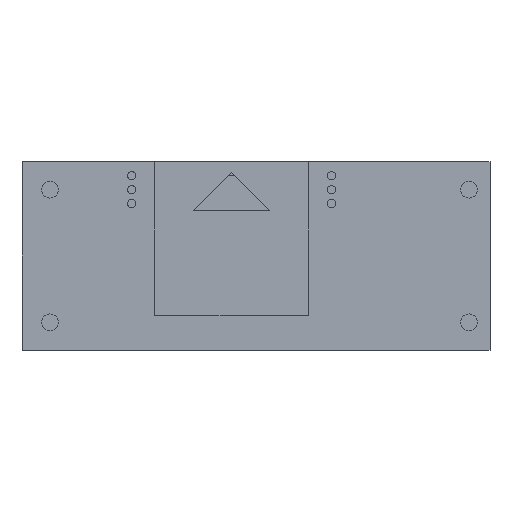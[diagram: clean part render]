
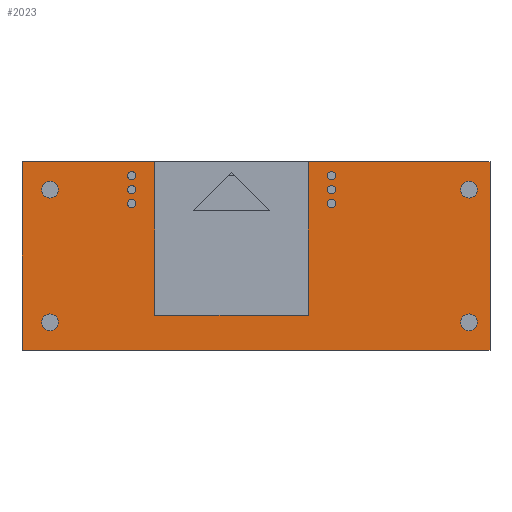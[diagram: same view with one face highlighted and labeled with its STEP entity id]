
A CAD part, front view. The second image highlights one B-rep face of the part: STEP entity #2023.
In plain terms, the highlighted planar face has unit normal (0, -1, 0).
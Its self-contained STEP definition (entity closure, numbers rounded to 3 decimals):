
#127 = VERTEX_POINT('',#128);
#128 = CARTESIAN_POINT('',(-30.,0.,0.));
#134 = EDGE_CURVE('',#135,#127,#137,.T.);
#135 = VERTEX_POINT('',#136);
#136 = CARTESIAN_POINT('',(-11.,0.,0.));
#137 = LINE('',#138,#139);
#138 = CARTESIAN_POINT('',(37.,0.,0.));
#139 = VECTOR('',#140,1.);
#140 = DIRECTION('',(-1.,0.,0.));
#223 = VERTEX_POINT('',#224);
#224 = CARTESIAN_POINT('',(11.,0.,0.));
#230 = EDGE_CURVE('',#231,#223,#233,.T.);
#231 = VERTEX_POINT('',#232);
#232 = CARTESIAN_POINT('',(37.,0.,0.));
#233 = LINE('',#234,#235);
#234 = CARTESIAN_POINT('',(37.,0.,0.));
#235 = VECTOR('',#236,1.);
#236 = DIRECTION('',(-1.,0.,0.));
#600 = VERTEX_POINT('',#601);
#601 = CARTESIAN_POINT('',(-30.,0.,-27.));
#607 = EDGE_CURVE('',#608,#600,#610,.T.);
#608 = VERTEX_POINT('',#609);
#609 = CARTESIAN_POINT('',(37.,0.,-27.));
#610 = LINE('',#611,#612);
#611 = CARTESIAN_POINT('',(37.,0.,-27.));
#612 = VECTOR('',#613,1.);
#613 = DIRECTION('',(-1.,0.,0.));
#2012 = EDGE_CURVE('',#231,#608,#2013,.T.);
#2013 = LINE('',#2014,#2015);
#2014 = CARTESIAN_POINT('',(37.,0.,0.));
#2015 = VECTOR('',#2016,1.);
#2016 = DIRECTION('',(-0.,-0.,-1.));
#2023 = ADVANCED_FACE('',(#2024,#2058,#2069,#2080,#2091,#2102,#2113,
    #2124,#2135,#2146,#2157),#2168,.F.);
#2024 = FACE_BOUND('',#2025,.F.);
#2025 = EDGE_LOOP('',(#2026,#2027,#2028,#2029,#2035,#2036,#2044,#2052));
#2026 = ORIENTED_EDGE('',*,*,#230,.F.);
#2027 = ORIENTED_EDGE('',*,*,#2012,.T.);
#2028 = ORIENTED_EDGE('',*,*,#607,.T.);
#2029 = ORIENTED_EDGE('',*,*,#2030,.F.);
#2030 = EDGE_CURVE('',#127,#600,#2031,.T.);
#2031 = LINE('',#2032,#2033);
#2032 = CARTESIAN_POINT('',(-30.,0.,0.));
#2033 = VECTOR('',#2034,1.);
#2034 = DIRECTION('',(-0.,-0.,-1.));
#2035 = ORIENTED_EDGE('',*,*,#134,.F.);
#2036 = ORIENTED_EDGE('',*,*,#2037,.F.);
#2037 = EDGE_CURVE('',#2038,#135,#2040,.T.);
#2038 = VERTEX_POINT('',#2039);
#2039 = CARTESIAN_POINT('',(-11.,0.,-22.));
#2040 = LINE('',#2041,#2042);
#2041 = CARTESIAN_POINT('',(-11.,0.,0.));
#2042 = VECTOR('',#2043,1.);
#2043 = DIRECTION('',(0.,0.,1.));
#2044 = ORIENTED_EDGE('',*,*,#2045,.T.);
#2045 = EDGE_CURVE('',#2038,#2046,#2048,.T.);
#2046 = VERTEX_POINT('',#2047);
#2047 = CARTESIAN_POINT('',(11.,0.,-22.));
#2048 = LINE('',#2049,#2050);
#2049 = CARTESIAN_POINT('',(29.755,0.,-22.));
#2050 = VECTOR('',#2051,1.);
#2051 = DIRECTION('',(1.,0.,0.));
#2052 = ORIENTED_EDGE('',*,*,#2053,.F.);
#2053 = EDGE_CURVE('',#223,#2046,#2054,.T.);
#2054 = LINE('',#2055,#2056);
#2055 = CARTESIAN_POINT('',(11.,0.,0.));
#2056 = VECTOR('',#2057,1.);
#2057 = DIRECTION('',(0.,0.,-1.));
#2058 = FACE_BOUND('',#2059,.F.);
#2059 = EDGE_LOOP('',(#2060));
#2060 = ORIENTED_EDGE('',*,*,#2061,.T.);
#2061 = EDGE_CURVE('',#2062,#2062,#2064,.T.);
#2062 = VERTEX_POINT('',#2063);
#2063 = CARTESIAN_POINT('',(35.2,0.,-23.));
#2064 = CIRCLE('',#2065,1.2);
#2065 = AXIS2_PLACEMENT_3D('',#2066,#2067,#2068);
#2066 = CARTESIAN_POINT('',(34.,0.,-23.));
#2067 = DIRECTION('',(0.,-1.,0.));
#2068 = DIRECTION('',(1.,0.,0.));
#2069 = FACE_BOUND('',#2070,.F.);
#2070 = EDGE_LOOP('',(#2071));
#2071 = ORIENTED_EDGE('',*,*,#2072,.T.);
#2072 = EDGE_CURVE('',#2073,#2073,#2075,.T.);
#2073 = VERTEX_POINT('',#2074);
#2074 = CARTESIAN_POINT('',(-24.8,0.,-23.));
#2075 = CIRCLE('',#2076,1.2);
#2076 = AXIS2_PLACEMENT_3D('',#2077,#2078,#2079);
#2077 = CARTESIAN_POINT('',(-26.,0.,-23.));
#2078 = DIRECTION('',(0.,-1.,0.));
#2079 = DIRECTION('',(1.,0.,0.));
#2080 = FACE_BOUND('',#2081,.F.);
#2081 = EDGE_LOOP('',(#2082));
#2082 = ORIENTED_EDGE('',*,*,#2083,.T.);
#2083 = EDGE_CURVE('',#2084,#2084,#2086,.T.);
#2084 = VERTEX_POINT('',#2085);
#2085 = CARTESIAN_POINT('',(35.2,0.,-4.));
#2086 = CIRCLE('',#2087,1.2);
#2087 = AXIS2_PLACEMENT_3D('',#2088,#2089,#2090);
#2088 = CARTESIAN_POINT('',(34.,0.,-4.));
#2089 = DIRECTION('',(0.,-1.,0.));
#2090 = DIRECTION('',(1.,0.,0.));
#2091 = FACE_BOUND('',#2092,.F.);
#2092 = EDGE_LOOP('',(#2093));
#2093 = ORIENTED_EDGE('',*,*,#2094,.T.);
#2094 = EDGE_CURVE('',#2095,#2095,#2097,.T.);
#2095 = VERTEX_POINT('',#2096);
#2096 = CARTESIAN_POINT('',(14.9,0.,-6.));
#2097 = CIRCLE('',#2098,0.6);
#2098 = AXIS2_PLACEMENT_3D('',#2099,#2100,#2101);
#2099 = CARTESIAN_POINT('',(14.3,0.,-6.));
#2100 = DIRECTION('',(0.,-1.,0.));
#2101 = DIRECTION('',(1.,0.,0.));
#2102 = FACE_BOUND('',#2103,.F.);
#2103 = EDGE_LOOP('',(#2104));
#2104 = ORIENTED_EDGE('',*,*,#2105,.T.);
#2105 = EDGE_CURVE('',#2106,#2106,#2108,.T.);
#2106 = VERTEX_POINT('',#2107);
#2107 = CARTESIAN_POINT('',(14.9,0.,-4.));
#2108 = CIRCLE('',#2109,0.6);
#2109 = AXIS2_PLACEMENT_3D('',#2110,#2111,#2112);
#2110 = CARTESIAN_POINT('',(14.3,0.,-4.));
#2111 = DIRECTION('',(0.,-1.,0.));
#2112 = DIRECTION('',(1.,0.,0.));
#2113 = FACE_BOUND('',#2114,.F.);
#2114 = EDGE_LOOP('',(#2115));
#2115 = ORIENTED_EDGE('',*,*,#2116,.T.);
#2116 = EDGE_CURVE('',#2117,#2117,#2119,.T.);
#2117 = VERTEX_POINT('',#2118);
#2118 = CARTESIAN_POINT('',(14.9,0.,-2.));
#2119 = CIRCLE('',#2120,0.6);
#2120 = AXIS2_PLACEMENT_3D('',#2121,#2122,#2123);
#2121 = CARTESIAN_POINT('',(14.3,0.,-2.));
#2122 = DIRECTION('',(0.,-1.,0.));
#2123 = DIRECTION('',(1.,0.,0.));
#2124 = FACE_BOUND('',#2125,.F.);
#2125 = EDGE_LOOP('',(#2126));
#2126 = ORIENTED_EDGE('',*,*,#2127,.T.);
#2127 = EDGE_CURVE('',#2128,#2128,#2130,.T.);
#2128 = VERTEX_POINT('',#2129);
#2129 = CARTESIAN_POINT('',(-13.7,0.,-6.));
#2130 = CIRCLE('',#2131,0.6);
#2131 = AXIS2_PLACEMENT_3D('',#2132,#2133,#2134);
#2132 = CARTESIAN_POINT('',(-14.3,0.,-6.));
#2133 = DIRECTION('',(0.,-1.,0.));
#2134 = DIRECTION('',(1.,0.,0.));
#2135 = FACE_BOUND('',#2136,.F.);
#2136 = EDGE_LOOP('',(#2137));
#2137 = ORIENTED_EDGE('',*,*,#2138,.T.);
#2138 = EDGE_CURVE('',#2139,#2139,#2141,.T.);
#2139 = VERTEX_POINT('',#2140);
#2140 = CARTESIAN_POINT('',(-13.7,0.,-4.));
#2141 = CIRCLE('',#2142,0.6);
#2142 = AXIS2_PLACEMENT_3D('',#2143,#2144,#2145);
#2143 = CARTESIAN_POINT('',(-14.3,0.,-4.));
#2144 = DIRECTION('',(0.,-1.,0.));
#2145 = DIRECTION('',(1.,0.,0.));
#2146 = FACE_BOUND('',#2147,.F.);
#2147 = EDGE_LOOP('',(#2148));
#2148 = ORIENTED_EDGE('',*,*,#2149,.T.);
#2149 = EDGE_CURVE('',#2150,#2150,#2152,.T.);
#2150 = VERTEX_POINT('',#2151);
#2151 = CARTESIAN_POINT('',(-13.7,0.,-2.));
#2152 = CIRCLE('',#2153,0.6);
#2153 = AXIS2_PLACEMENT_3D('',#2154,#2155,#2156);
#2154 = CARTESIAN_POINT('',(-14.3,0.,-2.));
#2155 = DIRECTION('',(0.,-1.,0.));
#2156 = DIRECTION('',(1.,0.,0.));
#2157 = FACE_BOUND('',#2158,.F.);
#2158 = EDGE_LOOP('',(#2159));
#2159 = ORIENTED_EDGE('',*,*,#2160,.T.);
#2160 = EDGE_CURVE('',#2161,#2161,#2163,.T.);
#2161 = VERTEX_POINT('',#2162);
#2162 = CARTESIAN_POINT('',(-24.8,0.,-4.));
#2163 = CIRCLE('',#2164,1.2);
#2164 = AXIS2_PLACEMENT_3D('',#2165,#2166,#2167);
#2165 = CARTESIAN_POINT('',(-26.,0.,-4.));
#2166 = DIRECTION('',(0.,-1.,0.));
#2167 = DIRECTION('',(1.,0.,0.));
#2168 = PLANE('',#2169);
#2169 = AXIS2_PLACEMENT_3D('',#2170,#2171,#2172);
#2170 = CARTESIAN_POINT('',(37.,0.,0.));
#2171 = DIRECTION('',(0.,1.,0.));
#2172 = DIRECTION('',(-1.,0.,0.));
